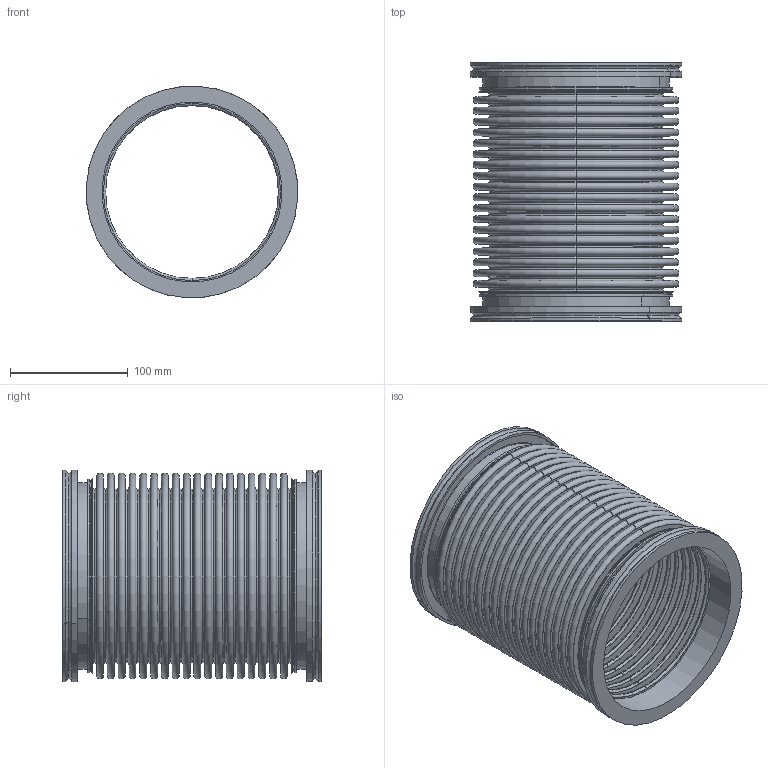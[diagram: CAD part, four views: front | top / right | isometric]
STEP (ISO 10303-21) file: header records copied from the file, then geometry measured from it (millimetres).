
FILE_DESCRIPTION (( 'STEP AP214' ), '1' );
FILE_NAME ('ISOX160-220.STEP', '2015-06-01T12:55:35', ( '' ), ( '' ), 'SwSTEP 2.0', 'SolidWorks 2015', '' );
FILE_SCHEMA (( 'AUTOMOTIVE_DESIGN' ));
Length unit declared in the file: millimetre
Products named in the file (3): ISO160-BellowStub; HydroFormedBellow160-220; ISOX160-220
Assembly tree (3 placements, depth 2):
  ISOX160-220
    HydroFormedBellow160-220
    ISO160-BellowStub  x2
Bounding box: 179.73 x 219.5 x 179.73 mm (x, y, z)
Volume: 254827.1 mm3; surface area: 711052.8 mm2
Topology: 3 solids, 3 shells, 384 faces, 768 edges, 472 vertices
Faces by surface type: torus 252, plane 88, cylinder 32, cone 12
Entity records: 9378 total; most frequent: DIRECTION 2052, CARTESIAN_POINT 1464, ORIENTED_EDGE 1376, AXIS2_PLACEMENT_3D 1014, EDGE_CURVE 688, CIRCLE 664, VERTEX_POINT 426, EDGE_LOOP 426
